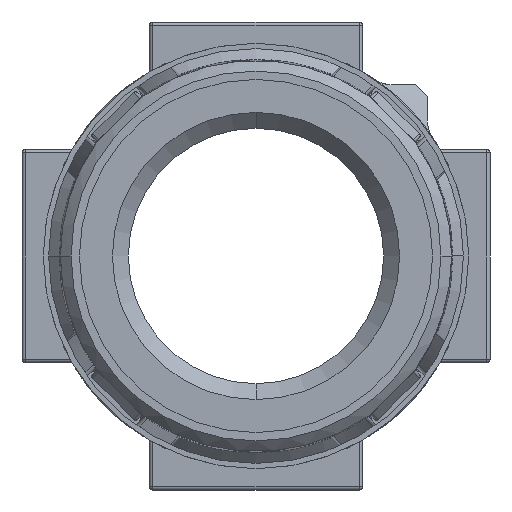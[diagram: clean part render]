
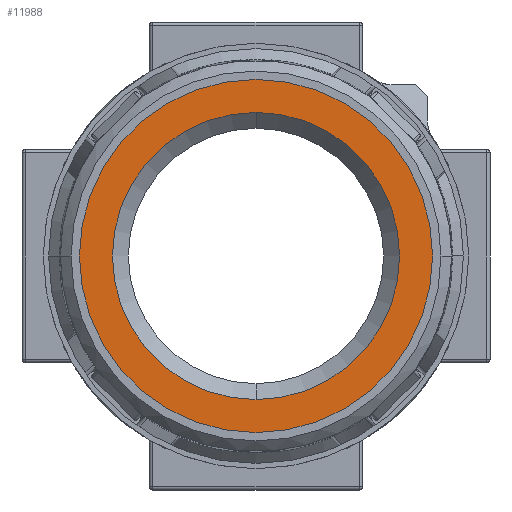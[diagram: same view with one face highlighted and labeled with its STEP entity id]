
A CAD part, front view. The second image highlights one B-rep face of the part: STEP entity #11988.
In plain terms, the highlighted planar face has unit normal (0, -1, 0).
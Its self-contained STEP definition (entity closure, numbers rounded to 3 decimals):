
#4043=CARTESIAN_POINT('',(0.,-97.2,0.));
#4044=DIRECTION('',(0.,1.,0.));
#4045=DIRECTION('',(0.,0.,1.));
#4046=AXIS2_PLACEMENT_3D('',#4043,#4044,#4045);
#4056=CARTESIAN_POINT('',(0.,-97.2,0.));
#4057=DIRECTION('',(0.,-1.,0.));
#4058=DIRECTION('',(0.,0.,1.));
#4059=AXIS2_PLACEMENT_3D('',#4056,#4057,#4058);
#4061=CARTESIAN_POINT('',(0.,-97.2,0.));
#4062=DIRECTION('',(0.,-1.,0.));
#4063=DIRECTION('',(1.,0.,0.));
#4064=AXIS2_PLACEMENT_3D('',#4061,#4062,#4063);
#4070=CARTESIAN_POINT('',(0.,-97.2,0.));
#4071=DIRECTION('',(0.,-1.,0.));
#4072=DIRECTION('',(-1.,0.,0.));
#4073=AXIS2_PLACEMENT_3D('',#4070,#4071,#4072);
#7365=CARTESIAN_POINT('',(0.,-97.2,13.5));
#7367=VERTEX_POINT('',#7365);
#7371=CARTESIAN_POINT('',(0.,-97.2,-13.5));
#7373=VERTEX_POINT('',#7371);
#7393=CARTESIAN_POINT('',(16.6,-97.2,0.));
#7394=CARTESIAN_POINT('',(-16.6,-97.2,0.));
#7395=VERTEX_POINT('',#7393);
#7396=VERTEX_POINT('',#7394);
#11973=CARTESIAN_POINT('',(0.,-97.2,0.));
#11974=DIRECTION('',(0.,1.,0.));
#11975=DIRECTION('',(0.,0.,-1.));
#11976=AXIS2_PLACEMENT_3D('',#11973,#11974,#11975);
#11977=PLANE('',#11976);
#11979=ORIENTED_EDGE('',*,*,#11978,.F.);
#11981=ORIENTED_EDGE('',*,*,#11980,.F.);
#11982=EDGE_LOOP('',(#11979,#11981));
#11983=FACE_OUTER_BOUND('',#11982,.F.);
#11984=ORIENTED_EDGE('',*,*,#11952,.F.);
#11985=ORIENTED_EDGE('',*,*,#11968,.T.);
#11986=EDGE_LOOP('',(#11984,#11985));
#11987=FACE_BOUND('',#11986,.F.);
#11988=ADVANCED_FACE('',(#11983,#11987),#11977,.F.);
#4047=CIRCLE('',#4046,13.5);
#4060=CIRCLE('',#4059,13.5);
#4065=CIRCLE('',#4064,16.6);
#4074=CIRCLE('',#4073,16.6);
#11952=EDGE_CURVE('',#7367,#7373,#4047,.T.);
#11968=EDGE_CURVE('',#7367,#7373,#4060,.T.);
#11978=EDGE_CURVE('',#7395,#7396,#4065,.T.);
#11980=EDGE_CURVE('',#7396,#7395,#4074,.T.);
